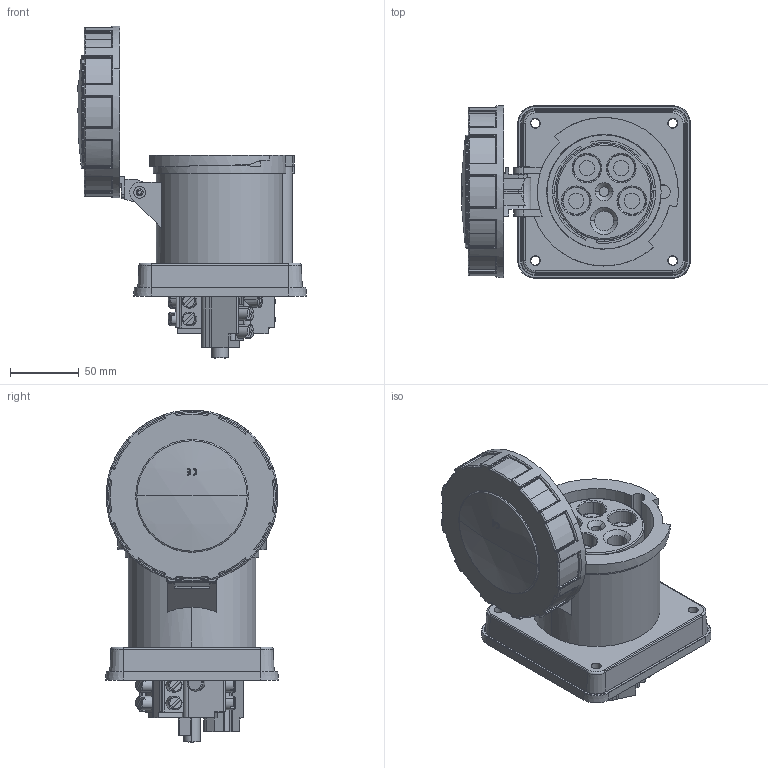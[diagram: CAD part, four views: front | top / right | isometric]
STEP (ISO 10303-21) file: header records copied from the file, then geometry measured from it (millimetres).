
FILE_DESCRIPTION (( 'STEP AP203' ), '1' );
FILE_NAME ('BRY5100R9W.step', '2022-08-17T19:24:25', ( '' ), ( '' ), 'SwSTEP 2.0', 'SolidWorks 2021', '' );
FILE_SCHEMA (( 'CONFIG_CONTROL_DESIGN' ));
Length unit declared in the file: millimetre
Products named in the file (1): BRY5100R9W
Bounding box: 166.33 x 125.5 x 241.5 mm (x, y, z)
Volume: 1123017.1 mm3; surface area: 183251.5 mm2
Topology: 2 solids, 2 shells, 1198 faces, 3145 edges, 1992 vertices
Faces by surface type: plane 513, cylinder 419, cone 116, torus 103, sphere 34, bspline 13
Entity records: 38746 total; most frequent: CARTESIAN_POINT 9033, DIRECTION 6326, ORIENTED_EDGE 6218, EDGE_CURVE 3109, AXIS2_PLACEMENT_3D 2347, VERTEX_POINT 1974, LINE 1632, VECTOR 1632
